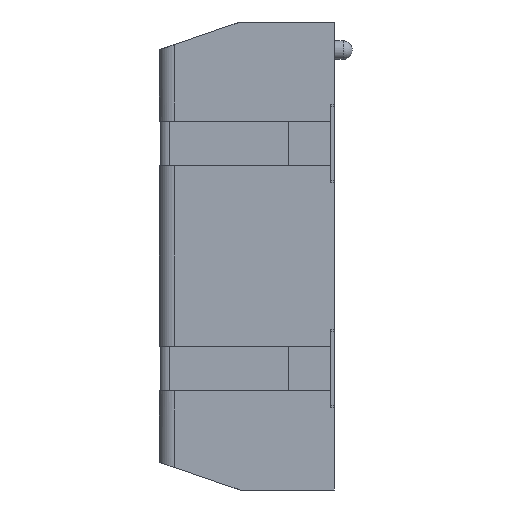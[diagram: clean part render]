
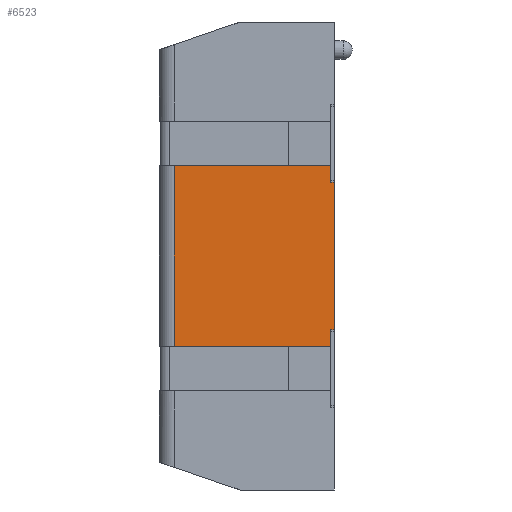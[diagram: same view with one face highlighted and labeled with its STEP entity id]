
A CAD part, left-side view. The second image highlights one B-rep face of the part: STEP entity #6523.
In plain terms, the highlighted planar face has unit normal (-1, 0, 0).
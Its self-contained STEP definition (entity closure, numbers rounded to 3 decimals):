
#88 = ORIENTED_EDGE ( 'NONE', *, *, #3076, .T. ) ;
#190 = DIRECTION ( 'NONE',  ( 1., 0., 0. ) ) ;
#202 = DIRECTION ( 'NONE',  ( 0., 0., 1. ) ) ;
#216 = CARTESIAN_POINT ( 'NONE',  ( -38.532, -7.13, -6.263 ) ) ;
#586 = CARTESIAN_POINT ( 'NONE',  ( -38.532, -7.43, 6.263 ) ) ;
#617 = PLANE ( 'NONE',  #2328 ) ;
#647 = LINE ( 'NONE', #5095, #4409 ) ;
#666 = LINE ( 'NONE', #3223, #1057 ) ;
#899 = EDGE_CURVE ( 'NONE', #1361, #5919, #6060, .T. ) ;
#960 = VERTEX_POINT ( 'NONE', #8204 ) ;
#1057 = VECTOR ( 'NONE', #3401, 1000. ) ;
#1294 = LINE ( 'NONE', #3907, #3634 ) ;
#1361 = VERTEX_POINT ( 'NONE', #3927 ) ;
#1527 = DIRECTION ( 'NONE',  ( 0., 1., 0. ) ) ;
#1561 = VERTEX_POINT ( 'NONE', #586 ) ;
#1798 = CARTESIAN_POINT ( 'NONE',  ( -38.532, 6.16, -7.663 ) ) ;
#1989 = EDGE_CURVE ( 'NONE', #1992, #3573, #5616, .T. ) ;
#1992 = VERTEX_POINT ( 'NONE', #6900 ) ;
#2328 = AXIS2_PLACEMENT_3D ( 'NONE', #6638, #190, #5409 ) ;
#2360 = VECTOR ( 'NONE', #5190, 1000. ) ;
#2588 = VERTEX_POINT ( 'NONE', #6851 ) ;
#3076 = EDGE_CURVE ( 'NONE', #1992, #1561, #3452, .T. ) ;
#3100 = VECTOR ( 'NONE', #6513, 1000. ) ;
#3223 = CARTESIAN_POINT ( 'NONE',  ( -38.532, -7.13, 0. ) ) ;
#3228 = EDGE_CURVE ( 'NONE', #1561, #5690, #1294, .T. ) ;
#3401 = DIRECTION ( 'NONE',  ( 0., 0., -1. ) ) ;
#3452 = LINE ( 'NONE', #8122, #3628 ) ;
#3573 = VERTEX_POINT ( 'NONE', #216 ) ;
#3588 = VECTOR ( 'NONE', #1527, 1000. ) ;
#3628 = VECTOR ( 'NONE', #202, 1000. ) ;
#3634 = VECTOR ( 'NONE', #5872, 1000. ) ;
#3864 = EDGE_CURVE ( 'NONE', #960, #2588, #7935, .T. ) ;
#3865 = CARTESIAN_POINT ( 'NONE',  ( -38.532, -7.13, 6.263 ) ) ;
#3869 = FACE_OUTER_BOUND ( 'NONE', #4289, .T. ) ;
#3877 = EDGE_CURVE ( 'NONE', #2588, #5690, #666, .T. ) ;
#3907 = CARTESIAN_POINT ( 'NONE',  ( -38.532, 0., 6.263 ) ) ;
#3927 = CARTESIAN_POINT ( 'NONE',  ( -38.532, -7.13, -7.663 ) ) ;
#4289 = EDGE_LOOP ( 'NONE', ( #5618, #5280, #4857, #7585, #88, #4809, #7473, #5158 ) ) ;
#4409 = VECTOR ( 'NONE', #4466, 1000. ) ;
#4466 = DIRECTION ( 'NONE',  ( 0., 0., 1. ) ) ;
#4809 = ORIENTED_EDGE ( 'NONE', *, *, #3228, .T. ) ;
#4857 = ORIENTED_EDGE ( 'NONE', *, *, #6755, .T. ) ;
#5095 = CARTESIAN_POINT ( 'NONE',  ( -38.532, -7.13, -7.663 ) ) ;
#5126 = CARTESIAN_POINT ( 'NONE',  ( -38.532, 0., -7.663 ) ) ;
#5158 = ORIENTED_EDGE ( 'NONE', *, *, #3864, .F. ) ;
#5190 = DIRECTION ( 'NONE',  ( 0., 0., 1. ) ) ;
#5280 = ORIENTED_EDGE ( 'NONE', *, *, #899, .F. ) ;
#5409 = DIRECTION ( 'NONE',  ( 0., 0., -1. ) ) ;
#5616 = LINE ( 'NONE', #7522, #8152 ) ;
#5618 = ORIENTED_EDGE ( 'NONE', *, *, #8161, .F. ) ;
#5690 = VERTEX_POINT ( 'NONE', #3865 ) ;
#5720 = CARTESIAN_POINT ( 'NONE',  ( -38.532, 6.16, 0. ) ) ;
#5872 = DIRECTION ( 'NONE',  ( 0., 1., 0. ) ) ;
#5919 = VERTEX_POINT ( 'NONE', #1798 ) ;
#6060 = LINE ( 'NONE', #5126, #3588 ) ;
#6469 = LINE ( 'NONE', #5720, #2360 ) ;
#6513 = DIRECTION ( 'NONE',  ( 0., -1., 0. ) ) ;
#6523 = ADVANCED_FACE ( 'NONE', ( #3869 ), #617, .F. ) ;
#6638 = CARTESIAN_POINT ( 'NONE',  ( -38.532, 0., 0. ) ) ;
#6690 = CARTESIAN_POINT ( 'NONE',  ( -38.532, 0., 7.663 ) ) ;
#6755 = EDGE_CURVE ( 'NONE', #1361, #3573, #647, .T. ) ;
#6851 = CARTESIAN_POINT ( 'NONE',  ( -38.532, -7.13, 7.663 ) ) ;
#6900 = CARTESIAN_POINT ( 'NONE',  ( -38.532, -7.43, -6.263 ) ) ;
#6943 = DIRECTION ( 'NONE',  ( 0., 1., 0. ) ) ;
#7473 = ORIENTED_EDGE ( 'NONE', *, *, #3877, .F. ) ;
#7522 = CARTESIAN_POINT ( 'NONE',  ( -38.532, 0., -6.263 ) ) ;
#7585 = ORIENTED_EDGE ( 'NONE', *, *, #1989, .F. ) ;
#7935 = LINE ( 'NONE', #6690, #3100 ) ;
#8122 = CARTESIAN_POINT ( 'NONE',  ( -38.532, -7.429, 19.888 ) ) ;
#8152 = VECTOR ( 'NONE', #6943, 1000. ) ;
#8161 = EDGE_CURVE ( 'NONE', #5919, #960, #6469, .T. ) ;
#8204 = CARTESIAN_POINT ( 'NONE',  ( -38.532, 6.16, 7.663 ) ) ;
